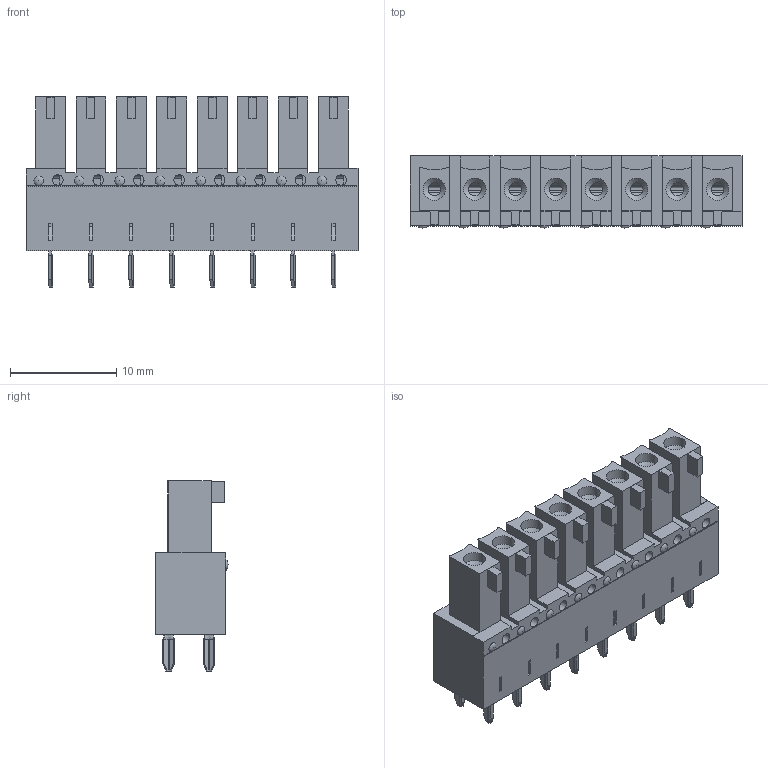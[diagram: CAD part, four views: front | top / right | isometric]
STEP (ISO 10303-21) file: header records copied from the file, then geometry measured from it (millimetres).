
FILE_DESCRIPTION( ( 'Unknown' ), '1' );
FILE_NAME( '691307300008.stp', 'Unknown', ( 'Unknown' ), ( 'Unknown' ), 'PSStep 18.0.17', 'Unknown', ' ' );
FILE_SCHEMA( ( 'AUTOMOTIVE_DESIGN { 1 0 10303 214 1 1 1 1 }' ) );
Length unit declared in the file: millimetre
Products named in the file (3): Assem1; 6913073000xx_Pin; 691307300008
Assembly tree (9 placements, depth 2):
  Assem1
    6913073000xx_Pin  x8
    691307300008
Bounding box: 31.27 x 6.8 x 17.9 mm (x, y, z)
Volume: 1297 mm3; surface area: 4449.2 mm2
Topology: 9 solids, 9 shells, 1410 faces, 3912 edges, 2512 vertices
Faces by surface type: plane 1088, cylinder 242, bspline 64, revolution 8, cone 8
Full cylindrical faces by diameter (mm): 1 x8, 1.2 x8, 2.1 x8
Entity records: 27839 total; most frequent: CARTESIAN_POINT 4192, ORIENTED_EDGE 3870, DIRECTION 3473, EDGE_CURVE 1935, LINE 1731, VECTOR 1731, VERTEX_POINT 1290, AXIS2_PLACEMENT_3D 867
